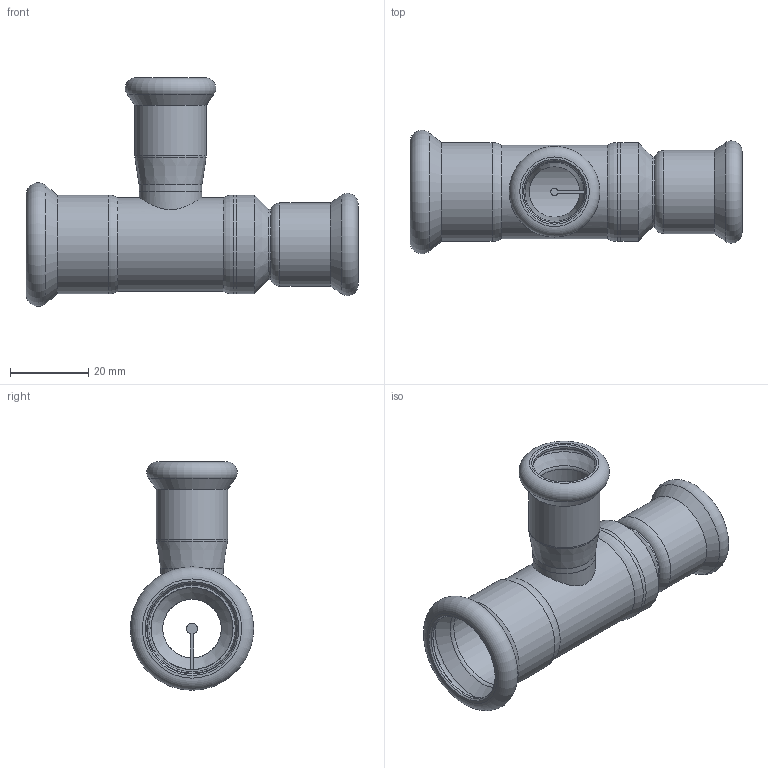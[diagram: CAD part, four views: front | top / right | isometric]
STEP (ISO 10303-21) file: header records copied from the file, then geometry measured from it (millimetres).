
FILE_DESCRIPTION(/* description */ (''),/* implementation_level */ '2;1');
FILE_NAME(/* name */ '31227.stp',/* time_stamp */ '2014-04-01T20:11:05+02:00',/* author */ ('bruh'),/* organization */ (''),/* preprocessor_version */ 'ST-DEVELOPER v15.2',/* originating_system */ 'Autodesk Inventor 2014',/* authorisation */ '');
FILE_SCHEMA (('AUTOMOTIVE_DESIGN { 1 0 10303 214 3 1 1 }'));
Length unit declared in the file: millimetre
Products named in the file (6): 401092; 900023; 900023_1; 490704; 401964; 31227
Bounding box: 85 x 31.6 x 58.5 mm (x, y, z)
Volume: 13161.5 mm3; surface area: 18362.7 mm2
Topology: 5 solids, 5 shells, 83 faces, 167 edges, 101 vertices
Faces by surface type: plane 27, cylinder 26, cone 16, torus 14
Full cylindrical faces by diameter (mm): 13 x2, 15 x1, 15.2 x1, 15.8 x1, 16 x1, 16.1 x1, 18 x1, 18.2 x1, 18.3 x1, 18.8 x1, 21 x3, 21.3 x1, 22.2 x2, 22.3 x1, 23.2 x1, 24 x1, 25.3 x3
Entity records: 2053 total; most frequent: DIRECTION 368, CARTESIAN_POINT 363, ORIENTED_EDGE 210, AXIS2_PLACEMENT_3D 173, EDGE_LOOP 155, EDGE_CURVE 105, VERTEX_POINT 92, ADVANCED_FACE 83
